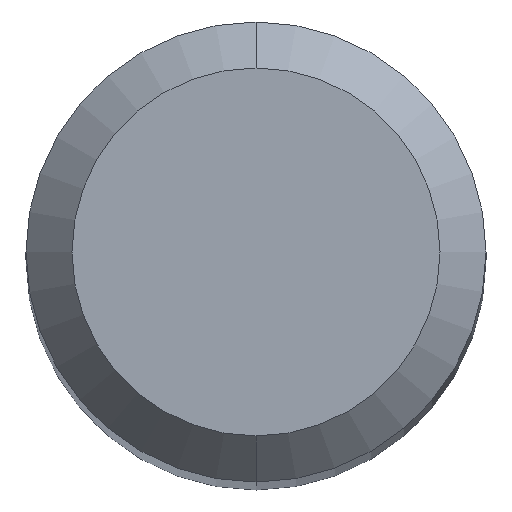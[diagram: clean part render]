
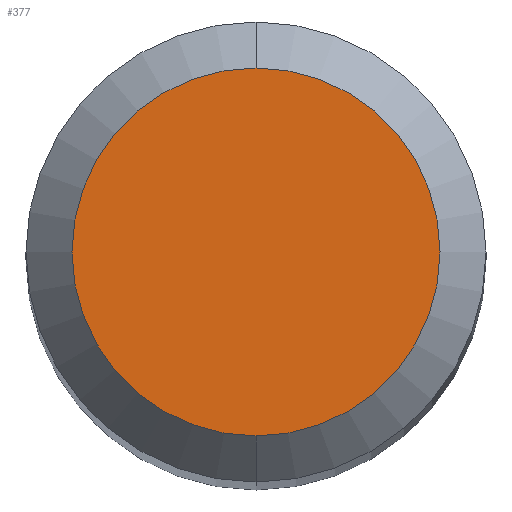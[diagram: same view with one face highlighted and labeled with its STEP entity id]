
A CAD part, top view. The second image highlights one B-rep face of the part: STEP entity #377.
In plain terms, the highlighted planar face has unit normal (0, 0, 1).
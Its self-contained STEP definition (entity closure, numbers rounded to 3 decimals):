
#221=VERTEX_POINT('',#531);
#301=EDGE_CURVE('',#463,#221,#622,.T.);
#377=ADVANCED_FACE('',(#704),#705,.T.);
#409=EDGE_CURVE('',#221,#463,#742,.T.);
#463=VERTEX_POINT('',#800);
#531=CARTESIAN_POINT('',(0.,-1.2,0.0));
#622=CIRCLE('',#1077,1.2);
#704=FACE_OUTER_BOUND('',#1246,.T.);
#705=PLANE('',#1247);
#742=CIRCLE('',#1298,1.2);
#800=CARTESIAN_POINT('',(0.0,1.2,0.0));
#1077=AXIS2_PLACEMENT_3D('',#1611,#1612,#1613);
#1246=EDGE_LOOP('',(#1686,#1687));
#1247=AXIS2_PLACEMENT_3D('',#1688,#1689,#1690);
#1298=AXIS2_PLACEMENT_3D('',#1747,#1748,#1749);
#1611=CARTESIAN_POINT('',(0.0,0.0,0.0));
#1612=DIRECTION('',(0.0,0.0,-1.0));
#1613=DIRECTION('',(0.0,1.0,0.0));
#1686=ORIENTED_EDGE('',*,*,#301,.F.);
#1687=ORIENTED_EDGE('',*,*,#409,.F.);
#1688=CARTESIAN_POINT('',(0.0,0.6,0.0));
#1689=DIRECTION('',(-0.0,0.0,1.0));
#1690=DIRECTION('',(0.0,-1.0,0.0));
#1747=CARTESIAN_POINT('',(0.0,0.0,0.0));
#1748=DIRECTION('',(0.0,0.0,-1.0));
#1749=DIRECTION('',(0.0,1.0,0.0));
